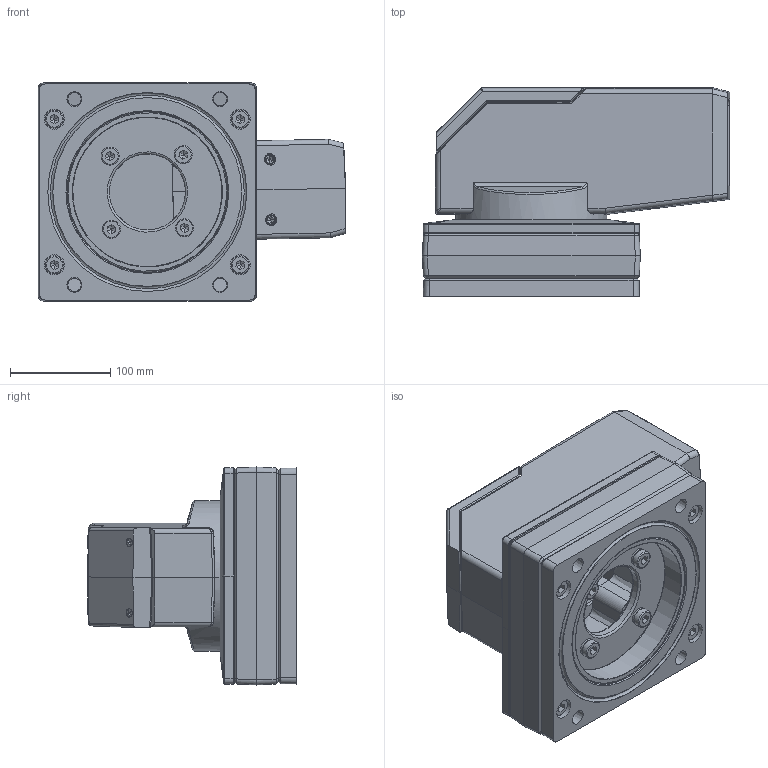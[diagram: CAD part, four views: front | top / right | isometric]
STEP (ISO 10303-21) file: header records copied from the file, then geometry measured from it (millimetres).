
FILE_DESCRIPTION (( 'STEP AP214' ), '1' );
FILE_NAME ('49816600.STEP', '2018-06-21T11:35:30', ( 'Admin' ), ( 'Hewlett-Packard Company' ), 'SwSTEP 2.0', 'SolidWorks 2017', '' );
FILE_SCHEMA (( 'AUTOMOTIVE_DESIGN' ));
Length unit declared in the file: millimetre
Products named in the file (17): 93231; 94633; 94632; 93249; 12689; 93519; 12685; 93057; 12688; 12684_Bearbeitung; 93102; 83022; 12686_Bearbeitung; 12687; 12690; 49816600; 93113
Assembly tree (46 placements, depth 2):
  49816600
    12690
    12687
    12686_Bearbeitung
    83022  x8
    93102  x8
    12684_Bearbeitung
    12688  x2
    93057  x4
    12685
    93519  x4
    12689  x2
    93249  x4
    94632  x2
    94633
    93231  x2
    93113  x4
Bounding box: 305.97 x 207.74 x 217 mm (x, y, z)
Volume: 3089097.8 mm3; surface area: 796520.3 mm2
Topology: 46 solids, 46 shells, 1911 faces, 4373 edges, 2590 vertices
Faces by surface type: plane 830, cylinder 497, bspline 292, cone 141, torus 135, sphere 16
Full cylindrical faces by diameter (mm): 3.3 x4, 4 x4, 5 x12, 6 x4, 6.8 x12, 8 x4, 9 x14, 10 x4, 10.2 x10, 12 x14, 13 x4, 13.5 x4, 18 x8, 20 x4, 149 x1, 160 x2, 162 x2, 170 x1, 170.7 x1, 188 x1, 195 x1, 198 x3
Entity records: 47387 total; most frequent: CARTESIAN_POINT 20023, ORIENTED_EDGE 5658, DIRECTION 4853, EDGE_CURVE 2829, AXIS2_PLACEMENT_3D 1805, VERTEX_POINT 1767, EDGE_LOOP 1598, FACE_OUTER_BOUND 1412
